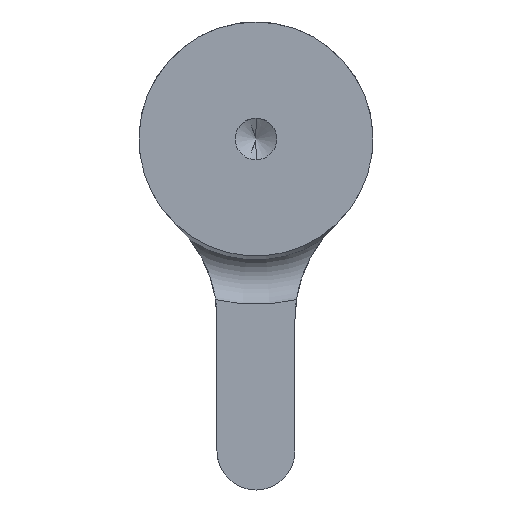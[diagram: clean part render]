
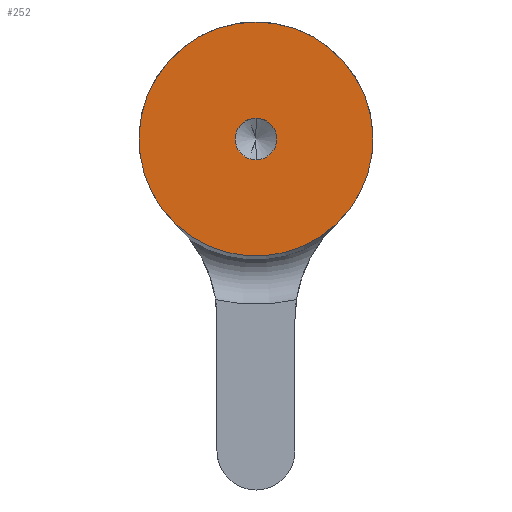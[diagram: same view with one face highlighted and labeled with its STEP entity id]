
A CAD part, front view. The second image highlights one B-rep face of the part: STEP entity #252.
In plain terms, the highlighted planar face has unit normal (0, -1, 0).
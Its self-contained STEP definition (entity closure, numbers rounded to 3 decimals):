
#6 = DIRECTION ( 'NONE',  ( 0., 1., 0. ) ) ;
#47 = CARTESIAN_POINT ( 'NONE',  ( 0., 0., 0. ) ) ;
#88 = AXIS2_PLACEMENT_3D ( 'NONE', #310, #400, #747 ) ;
#93 = EDGE_CURVE ( 'NONE', #853, #196, #119, .T. ) ;
#119 = CIRCLE ( 'NONE', #88, 9. ) ;
#129 = VERTEX_POINT ( 'NONE', #518 ) ;
#130 = DIRECTION ( 'NONE',  ( 0., -1., 0. ) ) ;
#160 = CARTESIAN_POINT ( 'NONE',  ( 0., 0., 0. ) ) ;
#165 = DIRECTION ( 'NONE',  ( 0., 0., -1. ) ) ;
#174 = AXIS2_PLACEMENT_3D ( 'NONE', #47, #130, #887 ) ;
#183 = ORIENTED_EDGE ( 'NONE', *, *, #575, .F. ) ;
#188 = EDGE_LOOP ( 'NONE', ( #870, #243 ) ) ;
#196 = VERTEX_POINT ( 'NONE', #346 ) ;
#237 = DIRECTION ( 'NONE',  ( 0., -1., 0. ) ) ;
#243 = ORIENTED_EDGE ( 'NONE', *, *, #93, .F. ) ;
#252 = ADVANCED_FACE ( 'NONE', ( #622, #267 ), #542, .F. ) ;
#267 = FACE_OUTER_BOUND ( 'NONE', #188, .T. ) ;
#271 = CARTESIAN_POINT ( 'NONE',  ( -6.158, 0., -6.564 ) ) ;
#272 = DIRECTION ( 'NONE',  ( 0., 0., 1. ) ) ;
#283 = AXIS2_PLACEMENT_3D ( 'NONE', #305, #237, #165 ) ;
#297 = CIRCLE ( 'NONE', #174, 1.6 ) ;
#305 = CARTESIAN_POINT ( 'NONE',  ( 0., 0., 0. ) ) ;
#310 = CARTESIAN_POINT ( 'NONE',  ( 0., 0., 0. ) ) ;
#346 = CARTESIAN_POINT ( 'NONE',  ( 6.158, 0., -6.564 ) ) ;
#364 = EDGE_CURVE ( 'NONE', #196, #853, #849, .T. ) ;
#400 = DIRECTION ( 'NONE',  ( 0., 1., 0. ) ) ;
#412 = CARTESIAN_POINT ( 'NONE',  ( 0., 0., -1.6 ) ) ;
#442 = DIRECTION ( 'NONE',  ( 0., 0., 1. ) ) ;
#509 = AXIS2_PLACEMENT_3D ( 'NONE', #613, #901, #272 ) ;
#518 = CARTESIAN_POINT ( 'NONE',  ( 0., 0., 1.6 ) ) ;
#529 = VERTEX_POINT ( 'NONE', #412 ) ;
#542 = PLANE ( 'NONE',  #509 ) ;
#567 = AXIS2_PLACEMENT_3D ( 'NONE', #160, #6, #442 ) ;
#575 = EDGE_CURVE ( 'NONE', #529, #129, #297, .T. ) ;
#580 = EDGE_LOOP ( 'NONE', ( #183, #668 ) ) ;
#598 = CIRCLE ( 'NONE', #283, 1.6 ) ;
#613 = CARTESIAN_POINT ( 'NONE',  ( 0., 0., 0. ) ) ;
#622 = FACE_BOUND ( 'NONE', #580, .T. ) ;
#668 = ORIENTED_EDGE ( 'NONE', *, *, #778, .F. ) ;
#747 = DIRECTION ( 'NONE',  ( 0., 0., 1. ) ) ;
#778 = EDGE_CURVE ( 'NONE', #129, #529, #598, .T. ) ;
#849 = CIRCLE ( 'NONE', #567, 9. ) ;
#853 = VERTEX_POINT ( 'NONE', #271 ) ;
#870 = ORIENTED_EDGE ( 'NONE', *, *, #364, .F. ) ;
#887 = DIRECTION ( 'NONE',  ( 0., 0., -1. ) ) ;
#901 = DIRECTION ( 'NONE',  ( 0., 1., 0. ) ) ;
